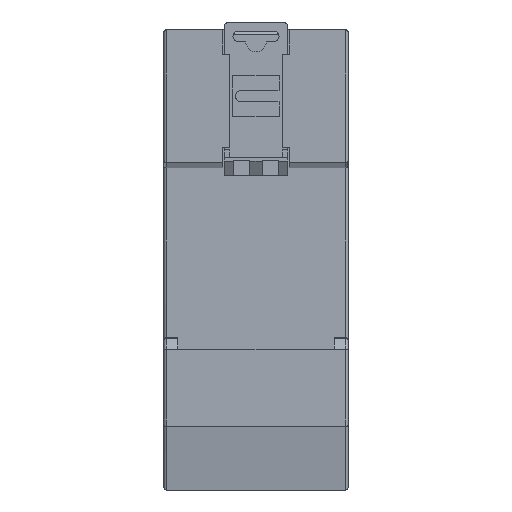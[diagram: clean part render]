
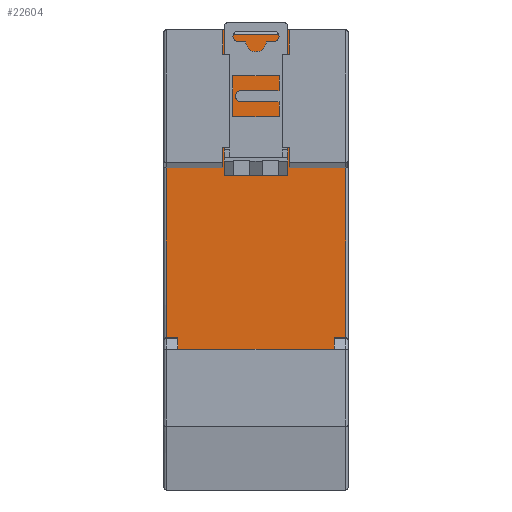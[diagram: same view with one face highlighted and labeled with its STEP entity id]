
A CAD part, front view. The second image highlights one B-rep face of the part: STEP entity #22604.
In plain terms, the highlighted planar face has unit normal (0, -1, 0).
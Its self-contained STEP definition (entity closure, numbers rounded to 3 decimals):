
#33 = DIRECTION ( 'NONE',  ( 0., 0., -1. ) ) ;
#40 = CARTESIAN_POINT ( 'NONE',  ( 6.5, -2., 45. ) ) ;
#504 = ORIENTED_EDGE ( 'NONE', *, *, #28514, .T. ) ;
#819 = ORIENTED_EDGE ( 'NONE', *, *, #36466, .T. ) ;
#2043 = DIRECTION ( 'NONE',  ( 0., 0., 1. ) ) ;
#2151 = EDGE_CURVE ( 'NONE', #10811, #13192, #26430, .T. ) ;
#2205 = DIRECTION ( 'NONE',  ( -1., 0., 0. ) ) ;
#2542 = VECTOR ( 'NONE', #37797, 1000. ) ;
#2755 = CARTESIAN_POINT ( 'NONE',  ( 6.5, -2., 45. ) ) ;
#2842 = ORIENTED_EDGE ( 'NONE', *, *, #2151, .T. ) ;
#3258 = CARTESIAN_POINT ( 'NONE',  ( 17.5, -2., 18. ) ) ;
#3414 = VECTOR ( 'NONE', #2043, 1000. ) ;
#3549 = VERTEX_POINT ( 'NONE', #22516 ) ;
#3552 = EDGE_CURVE ( 'NONE', #7310, #7931, #4186, .T. ) ;
#3571 = VECTOR ( 'NONE', #8342, 1000. ) ;
#4186 = LINE ( 'NONE', #25669, #34377 ) ;
#4607 = CIRCLE ( 'NONE', #20375, 1.1 ) ;
#4692 = ORIENTED_EDGE ( 'NONE', *, *, #29758, .T. ) ;
#6100 = DIRECTION ( 'NONE',  ( -1., 0., 0. ) ) ;
#6294 = ORIENTED_EDGE ( 'NONE', *, *, #22486, .F. ) ;
#6555 = EDGE_LOOP ( 'NONE', ( #17674, #6294 ) ) ;
#6978 = CARTESIAN_POINT ( 'NONE',  ( 4.2, -2., 44. ) ) ;
#7171 = EDGE_CURVE ( 'NONE', #28841, #38438, #36439, .T. ) ;
#7174 = VERTEX_POINT ( 'NONE', #33103 ) ;
#7310 = VERTEX_POINT ( 'NONE', #33880 ) ;
#7931 = VERTEX_POINT ( 'NONE', #35614 ) ;
#8342 = DIRECTION ( 'NONE',  ( -1., 0., 0. ) ) ;
#8441 = ORIENTED_EDGE ( 'NONE', *, *, #17110, .T. ) ;
#8710 = EDGE_CURVE ( 'NONE', #10811, #10707, #9445, .T. ) ;
#9445 = LINE ( 'NONE', #14991, #10187 ) ;
#9507 = CARTESIAN_POINT ( 'NONE',  ( 17.5, -2., -17.5 ) ) ;
#10187 = VECTOR ( 'NONE', #15569, 1000. ) ;
#10482 = FACE_OUTER_BOUND ( 'NONE', #32871, .T. ) ;
#10596 = EDGE_CURVE ( 'NONE', #29754, #28841, #10716, .T. ) ;
#10707 = VERTEX_POINT ( 'NONE', #27853 ) ;
#10716 = LINE ( 'NONE', #35528, #3414 ) ;
#10811 = VERTEX_POINT ( 'NONE', #10862 ) ;
#10862 = CARTESIAN_POINT ( 'NONE',  ( -4.3, -2., 44. ) ) ;
#11988 = VECTOR ( 'NONE', #16266, 1000. ) ;
#12033 = CARTESIAN_POINT ( 'NONE',  ( -2.9, -2., 33.1 ) ) ;
#12461 = CARTESIAN_POINT ( 'NONE',  ( -2.9, -2., 32. ) ) ;
#12626 = CARTESIAN_POINT ( 'NONE',  ( -6.5, -2., 18. ) ) ;
#13192 = VERTEX_POINT ( 'NONE', #18891 ) ;
#13513 = VERTEX_POINT ( 'NONE', #27125 ) ;
#13627 = FACE_BOUND ( 'NONE', #6555, .T. ) ;
#14204 = CARTESIAN_POINT ( 'NONE',  ( -4.3, -2., 44. ) ) ;
#14991 = CARTESIAN_POINT ( 'NONE',  ( -4.3, -2., 44. ) ) ;
#15569 = DIRECTION ( 'NONE',  ( 1., 0., 0. ) ) ;
#16266 = DIRECTION ( 'NONE',  ( 0., 0., 1. ) ) ;
#16580 = DIRECTION ( 'NONE',  ( 0., 0., 1. ) ) ;
#16784 = CARTESIAN_POINT ( 'NONE',  ( 18., -2., -17.5 ) ) ;
#17110 = EDGE_CURVE ( 'NONE', #19747, #29754, #34074, .T. ) ;
#17139 = CARTESIAN_POINT ( 'NONE',  ( -6.5, -2., 18. ) ) ;
#17198 = CARTESIAN_POINT ( 'NONE',  ( 18., -2., -17.5 ) ) ;
#17411 = EDGE_CURVE ( 'NONE', #10707, #38438, #33984, .T. ) ;
#17507 = DIRECTION ( 'NONE',  ( -1., 0., 0. ) ) ;
#17674 = ORIENTED_EDGE ( 'NONE', *, *, #31642, .F. ) ;
#17879 = CARTESIAN_POINT ( 'NONE',  ( -2.9, -2., 32. ) ) ;
#18589 = DIRECTION ( 'NONE',  ( 0., -1., 0. ) ) ;
#18598 = DIRECTION ( 'NONE',  ( 0., 0., 1. ) ) ;
#18891 = CARTESIAN_POINT ( 'NONE',  ( -4.3, -2., 45. ) ) ;
#18943 = VECTOR ( 'NONE', #6100, 1000. ) ;
#19127 = VERTEX_POINT ( 'NONE', #17139 ) ;
#19191 = CARTESIAN_POINT ( 'NONE',  ( 6.5, -2., 18. ) ) ;
#19384 = DIRECTION ( 'NONE',  ( 0., 0., -1. ) ) ;
#19747 = VERTEX_POINT ( 'NONE', #3258 ) ;
#19758 = LINE ( 'NONE', #17198, #23876 ) ;
#20375 = AXIS2_PLACEMENT_3D ( 'NONE', #12461, #18589, #33547 ) ;
#20383 = CARTESIAN_POINT ( 'NONE',  ( 6.5, -2., 45. ) ) ;
#21735 = ORIENTED_EDGE ( 'NONE', *, *, #7171, .T. ) ;
#22325 = LINE ( 'NONE', #9507, #33957 ) ;
#22486 = EDGE_CURVE ( 'NONE', #33114, #7174, #4607, .T. ) ;
#22516 = CARTESIAN_POINT ( 'NONE',  ( -6.5, -2., 45. ) ) ;
#22517 = DIRECTION ( 'NONE',  ( 0., 0., 1. ) ) ;
#22604 = ADVANCED_FACE ( 'NONE', ( #10482, #13627 ), #33940, .F. ) ;
#23350 = ORIENTED_EDGE ( 'NONE', *, *, #27749, .T. ) ;
#23404 = DIRECTION ( 'NONE',  ( 0., -1., 0. ) ) ;
#23451 = ORIENTED_EDGE ( 'NONE', *, *, #10596, .T. ) ;
#23612 = CARTESIAN_POINT ( 'NONE',  ( 18., -2., 18. ) ) ;
#23876 = VECTOR ( 'NONE', #2205, 1000. ) ;
#24471 = VECTOR ( 'NONE', #33, 1000. ) ;
#24690 = VECTOR ( 'NONE', #16580, 1000. ) ;
#25427 = ORIENTED_EDGE ( 'NONE', *, *, #3552, .T. ) ;
#25669 = CARTESIAN_POINT ( 'NONE',  ( -17.5, -2., -17.5 ) ) ;
#26029 = AXIS2_PLACEMENT_3D ( 'NONE', #16784, #37477, #22517 ) ;
#26430 = LINE ( 'NONE', #14204, #24690 ) ;
#26741 = EDGE_CURVE ( 'NONE', #13513, #7931, #19758, .T. ) ;
#27125 = CARTESIAN_POINT ( 'NONE',  ( 17.5, -2., -17.5 ) ) ;
#27749 = EDGE_CURVE ( 'NONE', #3549, #19127, #30198, .T. ) ;
#27853 = CARTESIAN_POINT ( 'NONE',  ( 4.2, -2., 44. ) ) ;
#27889 = ORIENTED_EDGE ( 'NONE', *, *, #17411, .F. ) ;
#28514 = EDGE_CURVE ( 'NONE', #19127, #7310, #38572, .T. ) ;
#28841 = VERTEX_POINT ( 'NONE', #40 ) ;
#28932 = CARTESIAN_POINT ( 'NONE',  ( 4.2, -2., 45. ) ) ;
#29754 = VERTEX_POINT ( 'NONE', #19191 ) ;
#29758 = EDGE_CURVE ( 'NONE', #13513, #19747, #22325, .T. ) ;
#29768 = AXIS2_PLACEMENT_3D ( 'NONE', #17879, #23404, #32455 ) ;
#30198 = LINE ( 'NONE', #12626, #24471 ) ;
#31642 = EDGE_CURVE ( 'NONE', #7174, #33114, #32903, .T. ) ;
#32455 = DIRECTION ( 'NONE',  ( 0., 0., -1. ) ) ;
#32871 = EDGE_LOOP ( 'NONE', ( #37724, #4692, #8441, #23451, #21735, #27889, #36957, #2842, #819, #23350, #504, #25427 ) ) ;
#32903 = CIRCLE ( 'NONE', #29768, 1.1 ) ;
#33103 = CARTESIAN_POINT ( 'NONE',  ( -2.9, -2., 30.9 ) ) ;
#33114 = VERTEX_POINT ( 'NONE', #12033 ) ;
#33547 = DIRECTION ( 'NONE',  ( 0., 0., -1. ) ) ;
#33880 = CARTESIAN_POINT ( 'NONE',  ( -17.5, -2., 18. ) ) ;
#33940 = PLANE ( 'NONE',  #26029 ) ;
#33957 = VECTOR ( 'NONE', #18598, 1000. ) ;
#33984 = LINE ( 'NONE', #6978, #11988 ) ;
#34074 = LINE ( 'NONE', #37424, #2542 ) ;
#34377 = VECTOR ( 'NONE', #19384, 1000. ) ;
#35171 = VECTOR ( 'NONE', #17507, 1000. ) ;
#35528 = CARTESIAN_POINT ( 'NONE',  ( 6.5, -2., 18. ) ) ;
#35529 = LINE ( 'NONE', #20383, #3571 ) ;
#35614 = CARTESIAN_POINT ( 'NONE',  ( -17.5, -2., -17.5 ) ) ;
#36439 = LINE ( 'NONE', #2755, #18943 ) ;
#36466 = EDGE_CURVE ( 'NONE', #13192, #3549, #35529, .T. ) ;
#36957 = ORIENTED_EDGE ( 'NONE', *, *, #8710, .F. ) ;
#37424 = CARTESIAN_POINT ( 'NONE',  ( 18., -2., 18. ) ) ;
#37477 = DIRECTION ( 'NONE',  ( 0., 1., 0. ) ) ;
#37724 = ORIENTED_EDGE ( 'NONE', *, *, #26741, .F. ) ;
#37797 = DIRECTION ( 'NONE',  ( -1., 0., 0. ) ) ;
#38438 = VERTEX_POINT ( 'NONE', #28932 ) ;
#38572 = LINE ( 'NONE', #23612, #35171 ) ;
